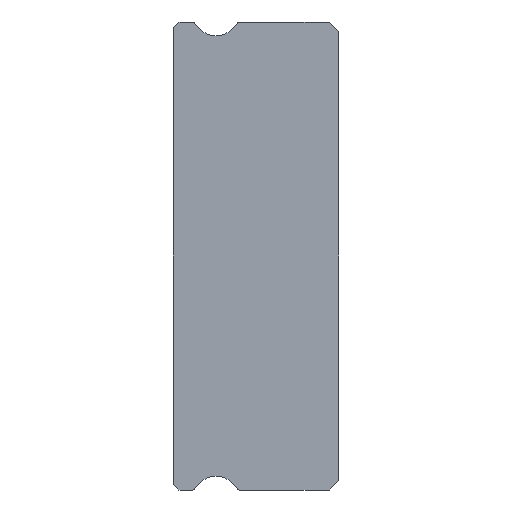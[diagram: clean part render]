
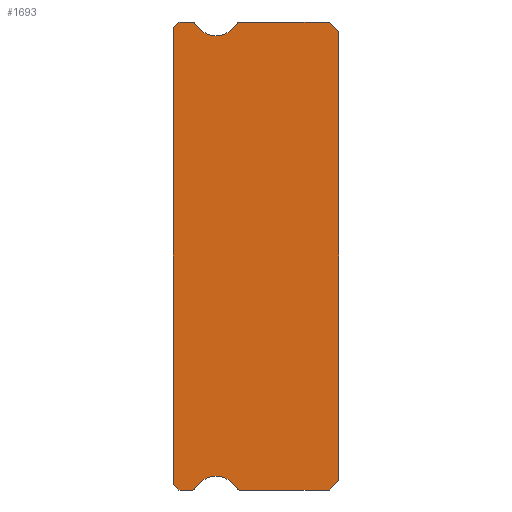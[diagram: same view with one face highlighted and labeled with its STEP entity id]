
A CAD part, left-side view. The second image highlights one B-rep face of the part: STEP entity #1693.
In plain terms, the highlighted planar face has unit normal (-1, 0, 0).
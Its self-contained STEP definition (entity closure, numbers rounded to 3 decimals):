
#5 = ORIENTED_EDGE ( 'NONE', *, *, #263, .F. ) ;
#8 = ORIENTED_EDGE ( 'NONE', *, *, #1554, .F. ) ;
#14 = CARTESIAN_POINT ( 'NONE',  ( -20., 7.512, 12. ) ) ;
#21 = VERTEX_POINT ( 'NONE', #1519 ) ;
#40 = CIRCLE ( 'NONE', #706, 0.15 ) ;
#50 = LINE ( 'NONE', #1344, #1752 ) ;
#62 = CARTESIAN_POINT ( 'NONE',  ( -20., 0.5, 12. ) ) ;
#63 = EDGE_CURVE ( 'NONE', #994, #810, #1265, .T. ) ;
#71 = CARTESIAN_POINT ( 'NONE',  ( -20., 8.2, -12. ) ) ;
#74 = AXIS2_PLACEMENT_3D ( 'NONE', #1427, #1017, #898 ) ;
#94 = ORIENTED_EDGE ( 'NONE', *, *, #63, .F. ) ;
#105 = VECTOR ( 'NONE', #291, 1000. ) ;
#109 = DIRECTION ( 'NONE',  ( 0., 0., -1. ) ) ;
#124 = AXIS2_PLACEMENT_3D ( 'NONE', #246, #1071, #109 ) ;
#136 = VECTOR ( 'NONE', #1312, 1000. ) ;
#155 = AXIS2_PLACEMENT_3D ( 'NONE', #1552, #1037, #1438 ) ;
#159 = CARTESIAN_POINT ( 'NONE',  ( -20., 7.512, 11.85 ) ) ;
#169 = AXIS2_PLACEMENT_3D ( 'NONE', #776, #1295, #337 ) ;
#173 = DIRECTION ( 'NONE',  ( 0., 0., -1. ) ) ;
#204 = ORIENTED_EDGE ( 'NONE', *, *, #355, .F. ) ;
#218 = VERTEX_POINT ( 'NONE', #1535 ) ;
#225 = VERTEX_POINT ( 'NONE', #229 ) ;
#229 = CARTESIAN_POINT ( 'NONE',  ( -20., 7.512, -12. ) ) ;
#246 = CARTESIAN_POINT ( 'NONE',  ( -20., 6.3, -12.55 ) ) ;
#263 = EDGE_CURVE ( 'NONE', #777, #549, #1660, .T. ) ;
#275 = CARTESIAN_POINT ( 'NONE',  ( -20., 7.512, -11.85 ) ) ;
#291 = DIRECTION ( 'NONE',  ( 0., 0.707, -0.707 ) ) ;
#294 = CARTESIAN_POINT ( 'NONE',  ( -20., 7.512, -12. ) ) ;
#314 = VECTOR ( 'NONE', #1373, 1000. ) ;
#326 = DIRECTION ( 'NONE',  ( 1., 0., 0. ) ) ;
#327 = CARTESIAN_POINT ( 'NONE',  ( -20., 0., -11.5 ) ) ;
#337 = DIRECTION ( 'NONE',  ( 0., 0., -1. ) ) ;
#349 = CARTESIAN_POINT ( 'NONE',  ( -20., 5.088, 12. ) ) ;
#353 = LINE ( 'NONE', #907, #1609 ) ;
#355 = EDGE_CURVE ( 'NONE', #549, #225, #1121, .T. ) ;
#360 = ORIENTED_EDGE ( 'NONE', *, *, #1237, .T. ) ;
#367 = CIRCLE ( 'NONE', #1353, 0.15 ) ;
#373 = DIRECTION ( 'NONE',  ( 0., 0., -1. ) ) ;
#377 = VERTEX_POINT ( 'NONE', #1278 ) ;
#393 = DIRECTION ( 'NONE',  ( 0., -0.707, -0.707 ) ) ;
#421 = VERTEX_POINT ( 'NONE', #1523 ) ;
#445 = DIRECTION ( 'NONE',  ( 0., 0., -1. ) ) ;
#448 = CARTESIAN_POINT ( 'NONE',  ( -20., 6.3, 11.3 ) ) ;
#465 = LINE ( 'NONE', #1275, #646 ) ;
#471 = VERTEX_POINT ( 'NONE', #636 ) ;
#473 = CARTESIAN_POINT ( 'NONE',  ( -20., 5.217, -11.925 ) ) ;
#476 = DIRECTION ( 'NONE',  ( 0., 1., 0. ) ) ;
#507 = PLANE ( 'NONE',  #1721 ) ;
#517 = LINE ( 'NONE', #1207, #628 ) ;
#549 = VERTEX_POINT ( 'NONE', #1187 ) ;
#587 = DIRECTION ( 'NONE',  ( 0., -1., 0. ) ) ;
#589 = VECTOR ( 'NONE', #997, 1000. ) ;
#628 = VECTOR ( 'NONE', #1629, 1000. ) ;
#634 = LINE ( 'NONE', #1282, #849 ) ;
#636 = CARTESIAN_POINT ( 'NONE',  ( -20., 0., -11.5 ) ) ;
#646 = VECTOR ( 'NONE', #587, 1000. ) ;
#658 = EDGE_LOOP ( 'NONE', ( #708, #360, #1553, #204, #5, #942, #878, #1135, #807, #901, #94, #1246, #8, #1537, #1023, #985, #893 ) ) ;
#676 = DIRECTION ( 'NONE',  ( 0., 0., 1. ) ) ;
#706 = AXIS2_PLACEMENT_3D ( 'NONE', #1159, #1030, #1559 ) ;
#708 = ORIENTED_EDGE ( 'NONE', *, *, #1095, .F. ) ;
#736 = VERTEX_POINT ( 'NONE', #448 ) ;
#761 = LINE ( 'NONE', #62, #136 ) ;
#763 = EDGE_CURVE ( 'NONE', #1560, #225, #465, .T. ) ;
#776 = CARTESIAN_POINT ( 'NONE',  ( -20., 5.088, -11.85 ) ) ;
#777 = VERTEX_POINT ( 'NONE', #473 ) ;
#807 = ORIENTED_EDGE ( 'NONE', *, *, #890, .T. ) ;
#810 = VERTEX_POINT ( 'NONE', #1126 ) ;
#812 = CARTESIAN_POINT ( 'NONE',  ( -20., 0., 11.5 ) ) ;
#831 = VECTOR ( 'NONE', #676, 1000. ) ;
#847 = AXIS2_PLACEMENT_3D ( 'NONE', #275, #326, #173 ) ;
#849 = VECTOR ( 'NONE', #1423, 1000. ) ;
#878 = ORIENTED_EDGE ( 'NONE', *, *, #1491, .F. ) ;
#889 = EDGE_CURVE ( 'NONE', #1479, #736, #1264, .T. ) ;
#890 = EDGE_CURVE ( 'NONE', #471, #1352, #634, .T. ) ;
#893 = ORIENTED_EDGE ( 'NONE', *, *, #1273, .T. ) ;
#898 = DIRECTION ( 'NONE',  ( 0., 0., -1. ) ) ;
#901 = ORIENTED_EDGE ( 'NONE', *, *, #1522, .F. ) ;
#904 = CARTESIAN_POINT ( 'NONE',  ( -20., 0.5, -12. ) ) ;
#907 = CARTESIAN_POINT ( 'NONE',  ( -20., 8.2, 12. ) ) ;
#929 = VERTEX_POINT ( 'NONE', #904 ) ;
#936 = CARTESIAN_POINT ( 'NONE',  ( -20., 8.5, 11.85 ) ) ;
#942 = ORIENTED_EDGE ( 'NONE', *, *, #1526, .F. ) ;
#978 = FACE_OUTER_BOUND ( 'NONE', #658, .T. ) ;
#985 = ORIENTED_EDGE ( 'NONE', *, *, #1513, .T. ) ;
#991 = EDGE_CURVE ( 'NONE', #218, #994, #40, .T. ) ;
#994 = VERTEX_POINT ( 'NONE', #349 ) ;
#997 = DIRECTION ( 'NONE',  ( 0., -1., 0. ) ) ;
#1017 = DIRECTION ( 'NONE',  ( -1., 0., 0. ) ) ;
#1023 = ORIENTED_EDGE ( 'NONE', *, *, #1178, .F. ) ;
#1030 = DIRECTION ( 'NONE',  ( 1., 0., 0. ) ) ;
#1037 = DIRECTION ( 'NONE',  ( -1., 0., 0. ) ) ;
#1050 = CARTESIAN_POINT ( 'NONE',  ( -20., 7.512, 11.85 ) ) ;
#1071 = DIRECTION ( 'NONE',  ( -1., 0., 0. ) ) ;
#1095 = EDGE_CURVE ( 'NONE', #421, #21, #1454, .T. ) ;
#1101 = CARTESIAN_POINT ( 'NONE',  ( -20., 7.383, 11.925 ) ) ;
#1104 = CARTESIAN_POINT ( 'NONE',  ( -20., 5.088, -12. ) ) ;
#1121 = CIRCLE ( 'NONE', #847, 0.15 ) ;
#1126 = CARTESIAN_POINT ( 'NONE',  ( -20., 0.5, 12. ) ) ;
#1135 = ORIENTED_EDGE ( 'NONE', *, *, #1649, .F. ) ;
#1159 = CARTESIAN_POINT ( 'NONE',  ( -20., 5.088, 11.85 ) ) ;
#1178 = EDGE_CURVE ( 'NONE', #377, #1479, #367, .T. ) ;
#1187 = CARTESIAN_POINT ( 'NONE',  ( -20., 7.383, -11.925 ) ) ;
#1207 = CARTESIAN_POINT ( 'NONE',  ( -20., 8.5, 11.7 ) ) ;
#1208 = VERTEX_POINT ( 'NONE', #1104 ) ;
#1237 = EDGE_CURVE ( 'NONE', #421, #1560, #50, .T. ) ;
#1246 = ORIENTED_EDGE ( 'NONE', *, *, #991, .F. ) ;
#1264 = CIRCLE ( 'NONE', #155, 1.25 ) ;
#1265 = LINE ( 'NONE', #14, #589 ) ;
#1273 = EDGE_CURVE ( 'NONE', #1576, #21, #517, .T. ) ;
#1275 = CARTESIAN_POINT ( 'NONE',  ( -20., 7.512, -12. ) ) ;
#1278 = CARTESIAN_POINT ( 'NONE',  ( -20., 7.512, 12. ) ) ;
#1282 = CARTESIAN_POINT ( 'NONE',  ( -20., 0., 11.5 ) ) ;
#1295 = DIRECTION ( 'NONE',  ( 1., 0., 0. ) ) ;
#1312 = DIRECTION ( 'NONE',  ( 0., -0.707, -0.707 ) ) ;
#1325 = CIRCLE ( 'NONE', #169, 0.15 ) ;
#1344 = CARTESIAN_POINT ( 'NONE',  ( -20., 8.2, -12. ) ) ;
#1352 = VERTEX_POINT ( 'NONE', #812 ) ;
#1353 = AXIS2_PLACEMENT_3D ( 'NONE', #159, #1631, #445 ) ;
#1373 = DIRECTION ( 'NONE',  ( 0., 1., 0. ) ) ;
#1423 = DIRECTION ( 'NONE',  ( 0., 0., 1. ) ) ;
#1427 = CARTESIAN_POINT ( 'NONE',  ( -20., 6.3, 12.55 ) ) ;
#1438 = DIRECTION ( 'NONE',  ( 0., 0., -1. ) ) ;
#1454 = LINE ( 'NONE', #936, #831 ) ;
#1479 = VERTEX_POINT ( 'NONE', #1101 ) ;
#1491 = EDGE_CURVE ( 'NONE', #929, #1208, #1532, .T. ) ;
#1513 = EDGE_CURVE ( 'NONE', #377, #1576, #353, .T. ) ;
#1519 = CARTESIAN_POINT ( 'NONE',  ( -20., 8.5, 11.7 ) ) ;
#1522 = EDGE_CURVE ( 'NONE', #810, #1352, #761, .T. ) ;
#1523 = CARTESIAN_POINT ( 'NONE',  ( -20., 8.5, -11.7 ) ) ;
#1526 = EDGE_CURVE ( 'NONE', #1208, #777, #1325, .T. ) ;
#1532 = LINE ( 'NONE', #294, #314 ) ;
#1535 = CARTESIAN_POINT ( 'NONE',  ( -20., 5.217, 11.925 ) ) ;
#1537 = ORIENTED_EDGE ( 'NONE', *, *, #889, .F. ) ;
#1539 = LINE ( 'NONE', #327, #105 ) ;
#1552 = CARTESIAN_POINT ( 'NONE',  ( -20., 6.3, 12.55 ) ) ;
#1553 = ORIENTED_EDGE ( 'NONE', *, *, #763, .T. ) ;
#1554 = EDGE_CURVE ( 'NONE', #736, #218, #1671, .T. ) ;
#1556 = CARTESIAN_POINT ( 'NONE',  ( -20., 8.2, 12. ) ) ;
#1559 = DIRECTION ( 'NONE',  ( 0., 0., -1. ) ) ;
#1560 = VERTEX_POINT ( 'NONE', #71 ) ;
#1576 = VERTEX_POINT ( 'NONE', #1556 ) ;
#1579 = DIRECTION ( 'NONE',  ( 1., 0., 0. ) ) ;
#1609 = VECTOR ( 'NONE', #476, 1000. ) ;
#1629 = DIRECTION ( 'NONE',  ( 0., 0.707, -0.707 ) ) ;
#1631 = DIRECTION ( 'NONE',  ( 1., 0., 0. ) ) ;
#1649 = EDGE_CURVE ( 'NONE', #471, #929, #1539, .T. ) ;
#1660 = CIRCLE ( 'NONE', #124, 1.25 ) ;
#1671 = CIRCLE ( 'NONE', #74, 1.25 ) ;
#1693 = ADVANCED_FACE ( 'NONE', ( #978 ), #507, .F. ) ;
#1721 = AXIS2_PLACEMENT_3D ( 'NONE', #1050, #1579, #373 ) ;
#1752 = VECTOR ( 'NONE', #393, 1000. ) ;
